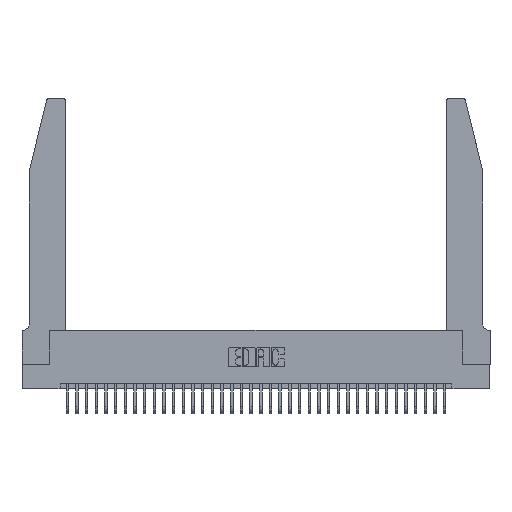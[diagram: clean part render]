
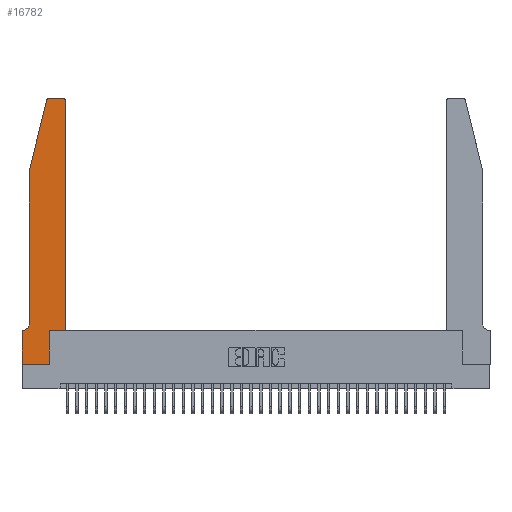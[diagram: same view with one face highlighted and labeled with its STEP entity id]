
A CAD part, top view. The second image highlights one B-rep face of the part: STEP entity #16782.
In plain terms, the highlighted planar face has unit normal (0, 0, 1).
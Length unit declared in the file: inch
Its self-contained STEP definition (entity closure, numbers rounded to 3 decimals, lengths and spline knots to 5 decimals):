
#674 = CARTESIAN_POINT ( 'NONE',  ( 0.4505, 0.35, 0.37 ) ) ;
#1461 = DIRECTION ( 'NONE',  ( 0., 1., 0. ) ) ;
#1528 = EDGE_LOOP ( 'NONE', ( #25523, #20842, #9331, #1680, #18763, #27283, #33671, #12448, #34919, #6851, #3489, #26920 ) ) ;
#1680 = ORIENTED_EDGE ( 'NONE', *, *, #25185, .T. ) ;
#2103 = DIRECTION ( 'NONE',  ( 0., 1., 0. ) ) ;
#2288 = VECTOR ( 'NONE', #18387, 39.37008 ) ;
#3489 = ORIENTED_EDGE ( 'NONE', *, *, #25402, .T. ) ;
#3492 = CARTESIAN_POINT ( 'NONE',  ( 0., 0.35, 0.37 ) ) ;
#3528 = VECTOR ( 'NONE', #6531, 39.37008 ) ;
#3820 = FACE_OUTER_BOUND ( 'NONE', #1528, .T. ) ;
#4086 = CARTESIAN_POINT ( 'NONE',  ( 0.2865, 0.35, 0.37 ) ) ;
#5007 = CARTESIAN_POINT ( 'NONE',  ( 0.4205, 2.72, 0.37 ) ) ;
#5169 = DIRECTION ( 'NONE',  ( 0., -1., 0. ) ) ;
#5548 = CARTESIAN_POINT ( 'NONE',  ( 0.2865, 0., 0.37 ) ) ;
#5730 = DIRECTION ( 'NONE',  ( 1., 0., 0. ) ) ;
#5964 = CARTESIAN_POINT ( 'NONE',  ( 0.2865, 0.35, 0.37 ) ) ;
#6128 = EDGE_CURVE ( 'NONE', #23518, #8766, #34941, .T. ) ;
#6213 = PLANE ( 'NONE',  #23519 ) ;
#6531 = DIRECTION ( 'NONE',  ( 0., -1., 0. ) ) ;
#6558 = VECTOR ( 'NONE', #1461, 39.37008 ) ;
#6851 = ORIENTED_EDGE ( 'NONE', *, *, #24095, .T. ) ;
#7450 = CARTESIAN_POINT ( 'NONE',  ( 0.284, 2.75, 0.37 ) ) ;
#7474 = EDGE_CURVE ( 'NONE', #18780, #12067, #14069, .T. ) ;
#7552 = CARTESIAN_POINT ( 'NONE',  ( 0.4505, 2.72, 0.37 ) ) ;
#7759 = DIRECTION ( 'NONE',  ( 1., 0., 0. ) ) ;
#7923 = AXIS2_PLACEMENT_3D ( 'NONE', #5007, #24094, #7759 ) ;
#8263 = VERTEX_POINT ( 'NONE', #14053 ) ;
#8503 = DIRECTION ( 'NONE',  ( 0., 0., -1. ) ) ;
#8766 = VERTEX_POINT ( 'NONE', #29849 ) ;
#8838 = EDGE_CURVE ( 'NONE', #33072, #15187, #26727, .T. ) ;
#8957 = DIRECTION ( 'NONE',  ( 0., 0., 1. ) ) ;
#9331 = ORIENTED_EDGE ( 'NONE', *, *, #24780, .T. ) ;
#9535 = DIRECTION ( 'NONE',  ( -0.239, -0.971, 0. ) ) ;
#10330 = VECTOR ( 'NONE', #2103, 39.37008 ) ;
#10573 = EDGE_CURVE ( 'NONE', #12156, #19662, #13842, .T. ) ;
#10715 = EDGE_CURVE ( 'NONE', #16399, #18780, #24045, .T. ) ;
#11341 = LINE ( 'NONE', #24513, #25834 ) ;
#11653 = LINE ( 'NONE', #20140, #3528 ) ;
#12067 = VERTEX_POINT ( 'NONE', #16146 ) ;
#12106 = CARTESIAN_POINT ( 'NONE',  ( 0.0755, 0.42, 0.37 ) ) ;
#12156 = VERTEX_POINT ( 'NONE', #5548 ) ;
#12448 = ORIENTED_EDGE ( 'NONE', *, *, #33478, .T. ) ;
#13818 = CARTESIAN_POINT ( 'NONE',  ( 0.0055, 0.35, 0.37 ) ) ;
#13842 = LINE ( 'NONE', #4086, #6558 ) ;
#14023 = CARTESIAN_POINT ( 'NONE',  ( 0.4505, 0.35, 0.37 ) ) ;
#14053 = CARTESIAN_POINT ( 'NONE',  ( 0.0755, 2., 0.37 ) ) ;
#14069 = CIRCLE ( 'NONE', #21265, 0.03 ) ;
#15187 = VERTEX_POINT ( 'NONE', #13818 ) ;
#15634 = CARTESIAN_POINT ( 'NONE',  ( 0.2605, 2.75, 0.37 ) ) ;
#15699 = CARTESIAN_POINT ( 'NONE',  ( 0.4505, 0.35, 0.37 ) ) ;
#16107 = CARTESIAN_POINT ( 'NONE',  ( 0.284, 2.72, 0.37 ) ) ;
#16146 = CARTESIAN_POINT ( 'NONE',  ( 0.25487, 2.72718, 0.37 ) ) ;
#16399 = VERTEX_POINT ( 'NONE', #28292 ) ;
#16768 = DIRECTION ( 'NONE',  ( 1., 0., 0. ) ) ;
#16782 = ADVANCED_FACE ( 'NONE', ( #3820 ), #6213, .T. ) ;
#17224 = VECTOR ( 'NONE', #9535, 39.37008 ) ;
#18387 = DIRECTION ( 'NONE',  ( -1., 0., 0. ) ) ;
#18447 = LINE ( 'NONE', #15699, #10330 ) ;
#18763 = ORIENTED_EDGE ( 'NONE', *, *, #8838, .T. ) ;
#18780 = VERTEX_POINT ( 'NONE', #7450 ) ;
#18869 = DIRECTION ( 'NONE',  ( 1., 0., 0. ) ) ;
#19662 = VERTEX_POINT ( 'NONE', #5964 ) ;
#20140 = CARTESIAN_POINT ( 'NONE',  ( 0.0755, 2., 0.37 ) ) ;
#20842 = ORIENTED_EDGE ( 'NONE', *, *, #7474, .T. ) ;
#21265 = AXIS2_PLACEMENT_3D ( 'NONE', #16107, #35063, #18869 ) ;
#21502 = CARTESIAN_POINT ( 'NONE',  ( 0., 0., 0.37 ) ) ;
#22554 = VECTOR ( 'NONE', #16768, 39.37008 ) ;
#23518 = VERTEX_POINT ( 'NONE', #28125 ) ;
#23519 = AXIS2_PLACEMENT_3D ( 'NONE', #3492, #8957, #28020 ) ;
#24045 = LINE ( 'NONE', #15634, #2288 ) ;
#24094 = DIRECTION ( 'NONE',  ( 0., 0., 1. ) ) ;
#24095 = EDGE_CURVE ( 'NONE', #19662, #30081, #30644, .T. ) ;
#24513 = CARTESIAN_POINT ( 'NONE',  ( 0.0755, 0.35, 0.37 ) ) ;
#24638 = DIRECTION ( 'NONE',  ( -1., 0., 0. ) ) ;
#24780 = EDGE_CURVE ( 'NONE', #12067, #8263, #30844, .T. ) ;
#24846 = CARTESIAN_POINT ( 'NONE',  ( 0.0055, 0.42, 0.37 ) ) ;
#25185 = EDGE_CURVE ( 'NONE', #8263, #33072, #11653, .T. ) ;
#25402 = EDGE_CURVE ( 'NONE', #30081, #32716, #18447, .T. ) ;
#25523 = ORIENTED_EDGE ( 'NONE', *, *, #10715, .T. ) ;
#25834 = VECTOR ( 'NONE', #24638, 39.37008 ) ;
#25874 = CARTESIAN_POINT ( 'NONE',  ( 0.0755, 2., 0.37 ) ) ;
#26479 = LINE ( 'NONE', #32965, #31989 ) ;
#26727 = CIRCLE ( 'NONE', #33117, 0.07 ) ;
#26920 = ORIENTED_EDGE ( 'NONE', *, *, #35005, .T. ) ;
#27283 = ORIENTED_EDGE ( 'NONE', *, *, #29935, .T. ) ;
#27563 = DIRECTION ( 'NONE',  ( -1., 0., 0. ) ) ;
#28020 = DIRECTION ( 'NONE',  ( 1., 0., 0. ) ) ;
#28125 = CARTESIAN_POINT ( 'NONE',  ( 0., 0.35, 0.37 ) ) ;
#28292 = CARTESIAN_POINT ( 'NONE',  ( 0.4205, 2.75, 0.37 ) ) ;
#29849 = CARTESIAN_POINT ( 'NONE',  ( 0., 0., 0.37 ) ) ;
#29935 = EDGE_CURVE ( 'NONE', #15187, #23518, #11341, .T. ) ;
#30081 = VERTEX_POINT ( 'NONE', #674 ) ;
#30644 = LINE ( 'NONE', #14023, #22554 ) ;
#30844 = LINE ( 'NONE', #25874, #17224 ) ;
#31921 = CIRCLE ( 'NONE', #7923, 0.03 ) ;
#31989 = VECTOR ( 'NONE', #5730, 39.37008 ) ;
#32716 = VERTEX_POINT ( 'NONE', #7552 ) ;
#32965 = CARTESIAN_POINT ( 'NONE',  ( 0., 0., 0.37 ) ) ;
#33072 = VERTEX_POINT ( 'NONE', #12106 ) ;
#33117 = AXIS2_PLACEMENT_3D ( 'NONE', #24846, #8503, #27563 ) ;
#33478 = EDGE_CURVE ( 'NONE', #8766, #12156, #26479, .T. ) ;
#33671 = ORIENTED_EDGE ( 'NONE', *, *, #6128, .T. ) ;
#34123 = VECTOR ( 'NONE', #5169, 39.37008 ) ;
#34919 = ORIENTED_EDGE ( 'NONE', *, *, #10573, .T. ) ;
#34941 = LINE ( 'NONE', #21502, #34123 ) ;
#35005 = EDGE_CURVE ( 'NONE', #32716, #16399, #31921, .T. ) ;
#35063 = DIRECTION ( 'NONE',  ( 0., 0., 1. ) ) ;
